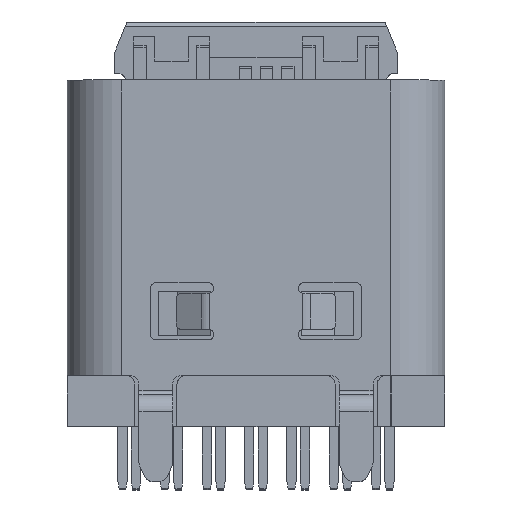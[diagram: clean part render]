
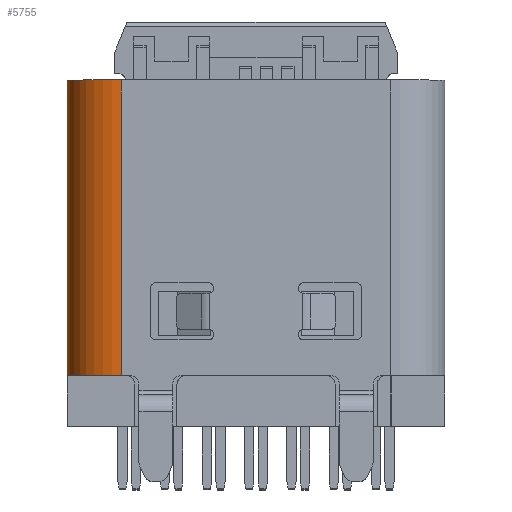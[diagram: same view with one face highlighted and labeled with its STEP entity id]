
A CAD part, top view. The second image highlights one B-rep face of the part: STEP entity #5755.
In plain terms, the highlighted cylindrical face has radius 1.28 mm (diameter 2.56 mm), a partial arc.
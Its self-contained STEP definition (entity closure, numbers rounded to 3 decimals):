
#1530 = CARTESIAN_POINT ( 'NONE',  ( 1.81, 2.807, 2.262 ) ) ;
#1755 = CARTESIAN_POINT ( 'NONE',  ( 0.53, 2.807, 0.982 ) ) ;
#1853 = CARTESIAN_POINT ( 'NONE',  ( 0.53, 9.807, 0.982 ) ) ;
#2683 = FACE_OUTER_BOUND ( 'NONE', #2811, .T. ) ;
#2698 = CYLINDRICAL_SURFACE ( 'NONE', #4793, 1.28 ) ;
#2811 = EDGE_LOOP ( 'NONE', ( #14212, #14213, #14214, #14215 ) ) ;
#3515 = CARTESIAN_POINT ( 'NONE',  ( 1.81, 11.607, 0.982 ) ) ;
#3518 = DIRECTION ( 'NONE',  ( -1., 0., 0. ) ) ;
#3520 = DIRECTION ( 'NONE',  ( 0., 1., 0. ) ) ;
#4570 = CARTESIAN_POINT ( 'NONE',  ( 1.81, 9.807, 2.262 ) ) ;
#4793 = AXIS2_PLACEMENT_3D ( 'NONE', #3515, #3520, #3518 ) ;
#5221 = VECTOR ( 'NONE', #15760, 1000. ) ;
#5224 = VECTOR ( 'NONE', #15768, 1000. ) ;
#5225 = CIRCLE ( 'NONE', #7436, 1.28 ) ;
#5227 = LINE ( 'NONE', #15767, #5224 ) ;
#5233 = LINE ( 'NONE', #15771, #5221 ) ;
#5274 = CIRCLE ( 'NONE', #7445, 1.28 ) ;
#5755 = ADVANCED_FACE ( 'NONE', ( #2683 ), #2698, .T. ) ;
#7436 = AXIS2_PLACEMENT_3D ( 'NONE', #15772, #15773, #15774 ) ;
#7445 = AXIS2_PLACEMENT_3D ( 'NONE', #15688, #15689, #15690 ) ;
#10064 = VERTEX_POINT ( 'NONE', #1530 ) ;
#10474 = VERTEX_POINT ( 'NONE', #1755 ) ;
#10592 = VERTEX_POINT ( 'NONE', #1853 ) ;
#12050 = EDGE_CURVE ( 'NONE', #14058, #10592, #5274, .T. ) ;
#12116 = EDGE_CURVE ( 'NONE', #10592, #10474, #5227, .T. ) ;
#12118 = EDGE_CURVE ( 'NONE', #10064, #10474, #5225, .T. ) ;
#12120 = EDGE_CURVE ( 'NONE', #14058, #10064, #5233, .T. ) ;
#14058 = VERTEX_POINT ( 'NONE', #4570 ) ;
#14212 = ORIENTED_EDGE ( 'NONE', *, *, #12116, .T. ) ;
#14213 = ORIENTED_EDGE ( 'NONE', *, *, #12118, .F. ) ;
#14214 = ORIENTED_EDGE ( 'NONE', *, *, #12120, .F. ) ;
#14215 = ORIENTED_EDGE ( 'NONE', *, *, #12050, .T. ) ;
#15688 = CARTESIAN_POINT ( 'NONE',  ( 1.81, 9.807, 0.982 ) ) ;
#15689 = DIRECTION ( 'NONE',  ( 0., -1., 0. ) ) ;
#15690 = DIRECTION ( 'NONE',  ( -1., 0., 0. ) ) ;
#15760 = DIRECTION ( 'NONE',  ( 0., -1., 0. ) ) ;
#15767 = CARTESIAN_POINT ( 'NONE',  ( 0.53, 11.607, 0.982 ) ) ;
#15768 = DIRECTION ( 'NONE',  ( 0., -1., 0. ) ) ;
#15771 = CARTESIAN_POINT ( 'NONE',  ( 1.81, 11.607, 2.262 ) ) ;
#15772 = CARTESIAN_POINT ( 'NONE',  ( 1.81, 2.807, 0.982 ) ) ;
#15773 = DIRECTION ( 'NONE',  ( 0., -1., 0. ) ) ;
#15774 = DIRECTION ( 'NONE',  ( 0., 0., -1. ) ) ;
